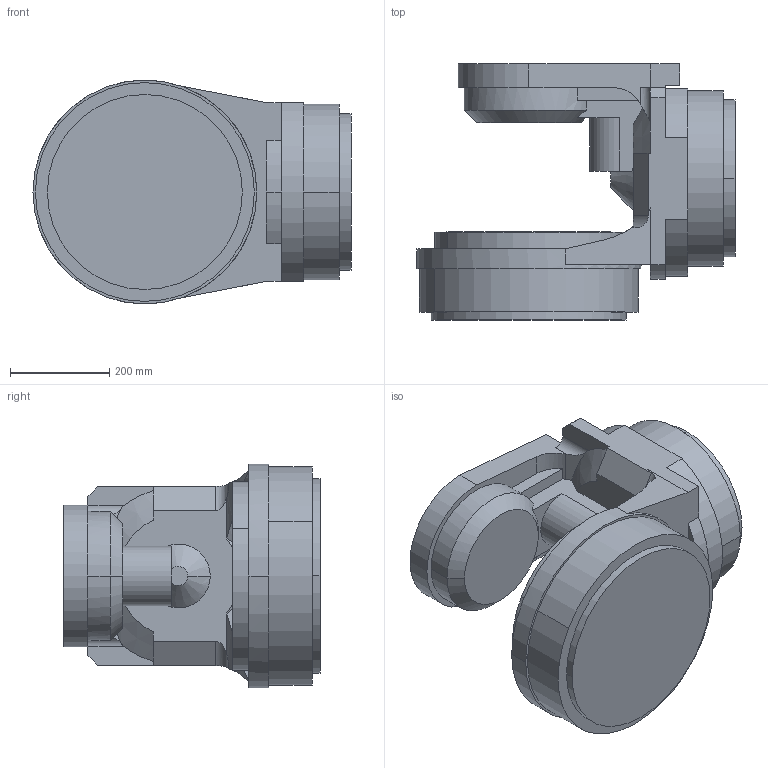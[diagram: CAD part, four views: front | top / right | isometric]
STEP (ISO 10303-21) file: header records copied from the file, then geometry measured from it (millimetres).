
FILE_DESCRIPTION (( 'STEP AP203' ), '1' );
FILE_NAME ('T501_C_Predeterminado_sldprt.STEP', '2021-03-03T16:29:26', ( '' ), ( '' ), 'SwSTEP 2.0', 'SolidWorks 2020', '' );
FILE_SCHEMA (( 'CONFIG_CONTROL_DESIGN' ));
Length unit declared in the file: millimetre
Products named in the file (1): T501_C_Predeterminado_sldprt
Bounding box: 639.5 x 515 x 450 mm (x, y, z)
Volume: 57944417.6 mm3; surface area: 1411692.2 mm2
Topology: 1 solids, 1 shells, 99 faces, 267 edges, 177 vertices
Faces by surface type: plane 54, cylinder 37, cone 8
Entity records: 3342 total; most frequent: CARTESIAN_POINT 788, ORIENTED_EDGE 534, DIRECTION 507, EDGE_CURVE 267, AXIS2_PLACEMENT_3D 178, VERTEX_POINT 177, VECTOR 151, LINE 151
